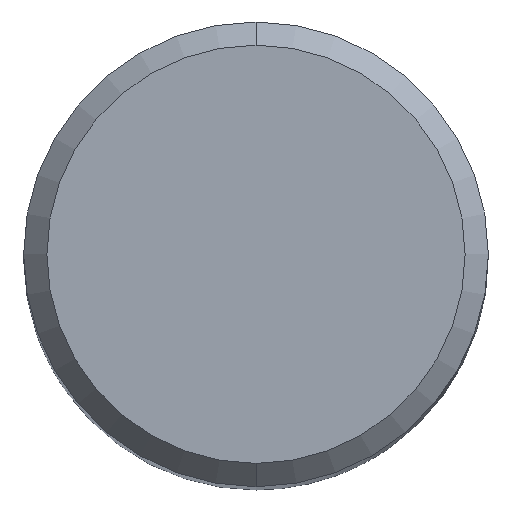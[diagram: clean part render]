
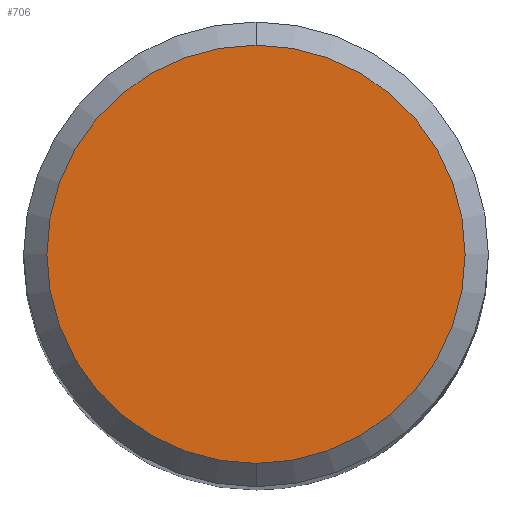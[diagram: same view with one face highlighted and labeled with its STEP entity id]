
A CAD part, top view. The second image highlights one B-rep face of the part: STEP entity #706.
In plain terms, the highlighted planar face has unit normal (0, 0, 1).
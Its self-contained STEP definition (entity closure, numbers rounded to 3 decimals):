
#662=VERTEX_POINT('',#1753);
#706=ADVANCED_FACE('',(#1805),#1806,.T.);
#1060=EDGE_CURVE('',#662,#1412,#2193,.T.);
#1412=VERTEX_POINT('',#2575);
#1470=EDGE_CURVE('',#1412,#662,#2636,.T.);
#1753=CARTESIAN_POINT('',(0.0,5.4,0.0));
#1805=FACE_OUTER_BOUND('',#3287,.T.);
#1806=PLANE('',#3288);
#2193=CIRCLE('',#5306,5.4);
#2575=CARTESIAN_POINT('',(0.,-5.4,0.0));
#2636=CIRCLE('',#7856,5.4);
#3287=EDGE_LOOP('',(#9163,#9164));
#3288=AXIS2_PLACEMENT_3D('',#9165,#9166,#9167);
#5306=AXIS2_PLACEMENT_3D('',#9619,#9620,#9621);
#7856=AXIS2_PLACEMENT_3D('',#10055,#10056,#10057);
#9163=ORIENTED_EDGE('',*,*,#1060,.F.);
#9164=ORIENTED_EDGE('',*,*,#1470,.F.);
#9165=CARTESIAN_POINT('',(0.0,2.7,0.0));
#9166=DIRECTION('',(-0.0,0.0,1.0));
#9167=DIRECTION('',(0.0,-1.0,0.0));
#9619=CARTESIAN_POINT('',(0.0,0.0,0.0));
#9620=DIRECTION('',(0.0,0.0,-1.0));
#9621=DIRECTION('',(0.0,1.0,0.0));
#10055=CARTESIAN_POINT('',(0.0,0.0,0.0));
#10056=DIRECTION('',(0.0,0.0,-1.0));
#10057=DIRECTION('',(0.0,1.0,0.0));
